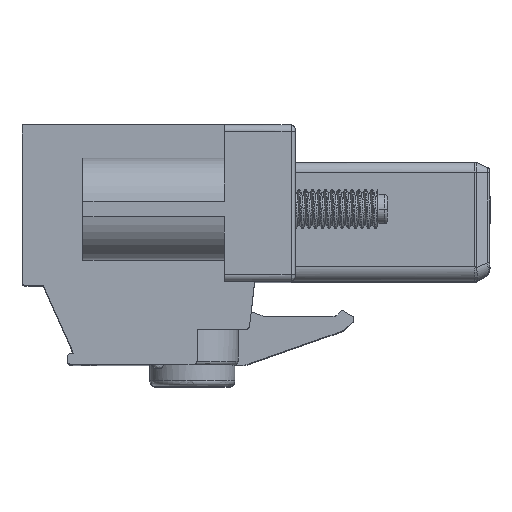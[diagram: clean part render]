
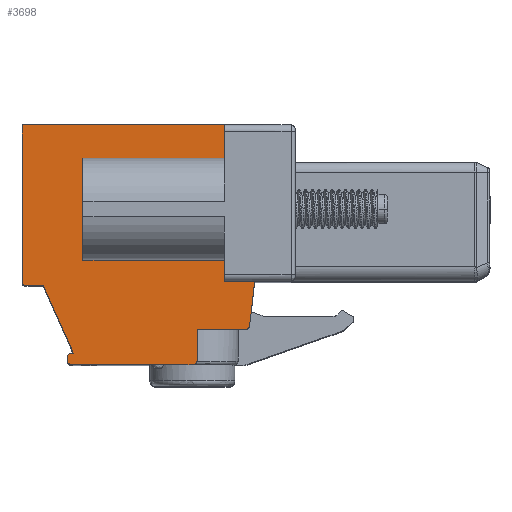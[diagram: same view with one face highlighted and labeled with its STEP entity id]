
A CAD part, top view. The second image highlights one B-rep face of the part: STEP entity #3698.
In plain terms, the highlighted planar face has unit normal (0, 0, 1).
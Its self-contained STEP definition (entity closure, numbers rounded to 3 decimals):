
#1743=B_SPLINE_CURVE_WITH_KNOTS('',3,(#65501,#65502,#65503,#65504,#65505,
#65506),.UNSPECIFIED.,.F.,.F.,(4,1,1,4),(0.,0.5,1.,
1.),.UNSPECIFIED.);
#1747=B_SPLINE_CURVE_WITH_KNOTS('',3,(#65588,#65589,#65590,#65591,#65592,
#65593,#65594),.UNSPECIFIED.,.F.,.F.,(4,1,1,1,4),(0.,0.,
0.5,1.,1.),.UNSPECIFIED.);
#1886=B_SPLINE_CURVE_WITH_KNOTS('',3,(#66770,#66771,#66772,#66773,#66774,
#66775,#66776),.UNSPECIFIED.,.F.,.F.,(4,1,1,1,4),(0.,0.,
0.5,1.,1.),.UNSPECIFIED.);
#1890=B_SPLINE_CURVE_WITH_KNOTS('',3,(#66909,#66910,#66911,#66912,#66913,
#66914),.UNSPECIFIED.,.F.,.F.,(4,1,1,4),(0.,0.5,1.,
1.),.UNSPECIFIED.);
#1891=B_SPLINE_CURVE_WITH_KNOTS('',3,(#66918,#66919,#66920,#66921,#66922),
 .UNSPECIFIED.,.F.,.F.,(4,1,4),(0.,0.5,1.),.UNSPECIFIED.);
#3698=ADVANCED_FACE('',(#6716),#5432,.T.);
#5432=PLANE('',#38636);
#6716=FACE_OUTER_BOUND('',#8649,.T.);
#8649=EDGE_LOOP('',(#13423,#13424,#13425,#13426,#13427,#13428,#13429,#13430,
#13431,#13432,#13433,#13434,#13435,#13436,#13437,#13438,#13439,#13440,#13441,
#13442,#13443));
#13423=ORIENTED_EDGE('',*,*,#27486,.T.);
#13424=ORIENTED_EDGE('',*,*,#27400,.F.);
#13425=ORIENTED_EDGE('',*,*,#27398,.F.);
#13426=ORIENTED_EDGE('',*,*,#27396,.T.);
#13427=ORIENTED_EDGE('',*,*,#27680,.T.);
#13428=ORIENTED_EDGE('',*,*,#27737,.T.);
#13429=ORIENTED_EDGE('',*,*,#27738,.T.);
#13430=ORIENTED_EDGE('',*,*,#27681,.F.);
#13431=ORIENTED_EDGE('',*,*,#27392,.T.);
#13432=ORIENTED_EDGE('',*,*,#27735,.F.);
#13433=ORIENTED_EDGE('',*,*,#27739,.T.);
#13434=ORIENTED_EDGE('',*,*,#27740,.F.);
#13435=ORIENTED_EDGE('',*,*,#27741,.T.);
#13436=ORIENTED_EDGE('',*,*,#27742,.F.);
#13437=ORIENTED_EDGE('',*,*,#27743,.T.);
#13438=ORIENTED_EDGE('',*,*,#27462,.F.);
#13439=ORIENTED_EDGE('',*,*,#27388,.T.);
#13440=ORIENTED_EDGE('',*,*,#27384,.T.);
#13441=ORIENTED_EDGE('',*,*,#27455,.F.);
#13442=ORIENTED_EDGE('',*,*,#27744,.F.);
#13443=ORIENTED_EDGE('',*,*,#27745,.T.);
#23324=VERTEX_POINT('',#65142);
#23325=VERTEX_POINT('',#65143);
#23327=VERTEX_POINT('',#65153);
#23330=VERTEX_POINT('',#65163);
#23331=VERTEX_POINT('',#65165);
#23332=VERTEX_POINT('',#65172);
#23333=VERTEX_POINT('',#65174);
#23334=VERTEX_POINT('',#65178);
#23335=VERTEX_POINT('',#65182);
#23377=VERTEX_POINT('',#65507);
#23381=VERTEX_POINT('',#65595);
#23394=VERTEX_POINT('',#65700);
#23495=VERTEX_POINT('',#66767);
#23496=VERTEX_POINT('',#66777);
#23535=VERTEX_POINT('',#66901);
#23536=VERTEX_POINT('',#66905);
#23537=VERTEX_POINT('',#66908);
#23538=VERTEX_POINT('',#66915);
#23539=VERTEX_POINT('',#66917);
#23540=VERTEX_POINT('',#66923);
#23541=VERTEX_POINT('',#66926);
#27384=EDGE_CURVE('',#23324,#23325,#32518,.T.);
#27388=EDGE_CURVE('',#23327,#23324,#32521,.T.);
#27392=EDGE_CURVE('',#23331,#23330,#32524,.T.);
#27396=EDGE_CURVE('',#23332,#23333,#32527,.T.);
#27398=EDGE_CURVE('',#23332,#23334,#32529,.T.);
#27400=EDGE_CURVE('',#23334,#23335,#32531,.T.);
#27455=EDGE_CURVE('',#23377,#23325,#1743,.T.);
#27462=EDGE_CURVE('',#23327,#23381,#1747,.T.);
#27486=EDGE_CURVE('',#23394,#23335,#32576,.T.);
#27680=EDGE_CURVE('',#23333,#23495,#32641,.T.);
#27681=EDGE_CURVE('',#23331,#23496,#1886,.T.);
#27735=EDGE_CURVE('',#23535,#23330,#32685,.T.);
#27737=EDGE_CURVE('',#23495,#23536,#32687,.T.);
#27738=EDGE_CURVE('',#23536,#23496,#32688,.T.);
#27739=EDGE_CURVE('',#23535,#23537,#32689,.T.);
#27740=EDGE_CURVE('',#23538,#23537,#1890,.T.);
#27741=EDGE_CURVE('',#23538,#23539,#32690,.T.);
#27742=EDGE_CURVE('',#23540,#23539,#1891,.T.);
#27743=EDGE_CURVE('',#23540,#23381,#32691,.T.);
#27744=EDGE_CURVE('',#23541,#23377,#32692,.T.);
#27745=EDGE_CURVE('',#23541,#23394,#32693,.T.);
#32518=LINE('',#65141,#35382);
#32521=LINE('',#65152,#35385);
#32524=LINE('',#65164,#35388);
#32527=LINE('',#65175,#35391);
#32529=LINE('',#65179,#35393);
#32531=LINE('',#65183,#35395);
#32576=LINE('',#65702,#35443);
#32641=LINE('',#66768,#35529);
#32685=LINE('',#66900,#35574);
#32687=LINE('',#66904,#35576);
#32688=LINE('',#66906,#35577);
#32689=LINE('',#66907,#35578);
#32690=LINE('',#66916,#35579);
#32691=LINE('',#66924,#35580);
#32692=LINE('',#66925,#35581);
#32693=LINE('',#66927,#35582);
#35382=VECTOR('',#41712,1.);
#35385=VECTOR('',#41717,1.);
#35388=VECTOR('',#41722,1.);
#35391=VECTOR('',#41727,1.);
#35393=VECTOR('',#41731,1.);
#35395=VECTOR('',#41735,1.);
#35443=VECTOR('',#41850,1.);
#35529=VECTOR('',#42113,1.);
#35574=VECTOR('',#42206,1.);
#35576=VECTOR('',#42210,1.);
#35577=VECTOR('',#42211,1.);
#35578=VECTOR('',#42212,1.);
#35579=VECTOR('',#42213,1.);
#35580=VECTOR('',#42214,1.);
#35581=VECTOR('',#42215,1.);
#35582=VECTOR('',#42216,1.);
#38636=AXIS2_PLACEMENT_3D('',#66928,#42217,#42218);
#41712=DIRECTION('',(1.,0.,0.));
#41717=DIRECTION('',(0.,1.,0.));
#41722=DIRECTION('',(1.,0.,0.));
#41727=DIRECTION('',(1.,0.,0.));
#41731=DIRECTION('',(0.,-1.,0.));
#41735=DIRECTION('',(1.,0.,0.));
#41850=DIRECTION('',(0.,1.,0.));
#42113=DIRECTION('',(0.,1.,0.));
#42206=DIRECTION('',(-0.407,0.914,0.));
#42210=DIRECTION('',(-1.,0.,0.));
#42211=DIRECTION('',(0.,-1.,0.));
#42212=DIRECTION('',(-1.,0.,0.));
#42213=DIRECTION('',(0.,-1.,0.));
#42214=DIRECTION('',(1.,0.,0.));
#42215=DIRECTION('',(-0.113,-0.994,0.));
#42216=DIRECTION('',(-1.,0.,0.));
#42217=DIRECTION('',(0.,0.,1.));
#42218=DIRECTION('',(-1.,0.,0.));
#65141=CARTESIAN_POINT('',(15.036,62.3,0.015));
#65142=CARTESIAN_POINT('',(13.2,62.3,0.015));
#65143=CARTESIAN_POINT('',(16.872,62.3,0.015));
#65152=CARTESIAN_POINT('',(13.2,68.65,0.015));
#65153=CARTESIAN_POINT('',(13.2,59.9,0.015));
#65163=CARTESIAN_POINT('',(1.6,65.6,0.015));
#65164=CARTESIAN_POINT('',(0.95,65.6,0.015));
#65165=CARTESIAN_POINT('',(0.3,65.6,0.015));
#65172=CARTESIAN_POINT('',(4.6,75.2,0.015));
#65174=CARTESIAN_POINT('',(15.25,75.2,0.015));
#65175=CARTESIAN_POINT('',(4.6,75.2,0.015));
#65178=CARTESIAN_POINT('',(4.6,67.5,0.015));
#65179=CARTESIAN_POINT('',(4.6,75.2,0.015));
#65182=CARTESIAN_POINT('',(15.25,67.5,0.015));
#65183=CARTESIAN_POINT('',(4.6,67.5,0.015));
#65501=CARTESIAN_POINT('',(17.17,62.566,0.015));
#65502=CARTESIAN_POINT('',(17.161,62.494,0.015));
#65503=CARTESIAN_POINT('',(17.09,62.355,0.015));
#65504=CARTESIAN_POINT('',(16.945,62.301,0.015));
#65505=CARTESIAN_POINT('',(16.872,62.3,0.015));
#65506=CARTESIAN_POINT('',(16.872,62.3,0.015));
#65507=CARTESIAN_POINT('',(17.17,62.566,0.015));
#65588=CARTESIAN_POINT('',(13.2,59.9,0.015));
#65589=CARTESIAN_POINT('',(13.2,59.9,0.015));
#65590=CARTESIAN_POINT('',(13.199,59.822,0.015));
#65591=CARTESIAN_POINT('',(13.135,59.665,0.015));
#65592=CARTESIAN_POINT('',(12.978,59.601,0.015));
#65593=CARTESIAN_POINT('',(12.9,59.6,0.015));
#65594=CARTESIAN_POINT('',(12.9,59.6,0.015));
#65595=CARTESIAN_POINT('',(12.9,59.6,0.015));
#65700=CARTESIAN_POINT('',(15.25,65.9,0.015));
#65702=CARTESIAN_POINT('',(15.25,65.9,0.015));
#66767=CARTESIAN_POINT('',(15.25,77.7,0.015));
#66768=CARTESIAN_POINT('',(15.25,75.2,0.015));
#66770=CARTESIAN_POINT('',(0.3,65.6,0.015));
#66771=CARTESIAN_POINT('',(0.3,65.6,0.015));
#66772=CARTESIAN_POINT('',(0.222,65.601,0.015));
#66773=CARTESIAN_POINT('',(0.065,65.665,0.015));
#66774=CARTESIAN_POINT('',(0.001,65.822,0.015));
#66775=CARTESIAN_POINT('',(0.,65.9,0.015));
#66776=CARTESIAN_POINT('',(0.,65.9,0.015));
#66777=CARTESIAN_POINT('',(0.,65.9,0.015));
#66900=CARTESIAN_POINT('',(3.871,60.5,0.015));
#66901=CARTESIAN_POINT('',(3.871,60.5,0.015));
#66904=CARTESIAN_POINT('',(15.25,77.7,0.015));
#66905=CARTESIAN_POINT('',(0.,77.7,0.015));
#66906=CARTESIAN_POINT('',(0.,71.8,0.015));
#66907=CARTESIAN_POINT('',(10.3,60.5,0.015));
#66908=CARTESIAN_POINT('',(3.8,60.5,0.015));
#66909=CARTESIAN_POINT('',(3.4,60.1,0.015));
#66910=CARTESIAN_POINT('',(3.401,60.205,0.015));
#66911=CARTESIAN_POINT('',(3.487,60.413,0.015));
#66912=CARTESIAN_POINT('',(3.696,60.499,0.015));
#66913=CARTESIAN_POINT('',(3.8,60.5,0.015));
#66914=CARTESIAN_POINT('',(3.8,60.5,0.015));
#66915=CARTESIAN_POINT('',(3.4,60.1,0.015));
#66916=CARTESIAN_POINT('',(3.4,60.05,0.015));
#66917=CARTESIAN_POINT('',(3.4,60.,0.015));
#66918=CARTESIAN_POINT('',(3.8,59.6,0.015));
#66919=CARTESIAN_POINT('',(3.695,59.601,0.015));
#66920=CARTESIAN_POINT('',(3.487,59.687,0.015));
#66921=CARTESIAN_POINT('',(3.401,59.895,0.015));
#66922=CARTESIAN_POINT('',(3.4,60.,0.015));
#66923=CARTESIAN_POINT('',(3.8,59.6,0.015));
#66924=CARTESIAN_POINT('',(10.231,59.6,0.015));
#66925=CARTESIAN_POINT('',(17.36,64.233,0.015));
#66926=CARTESIAN_POINT('',(17.55,65.9,0.015));
#66927=CARTESIAN_POINT('',(17.55,65.9,0.015));
#66928=CARTESIAN_POINT('',(10.3,68.65,0.015));
